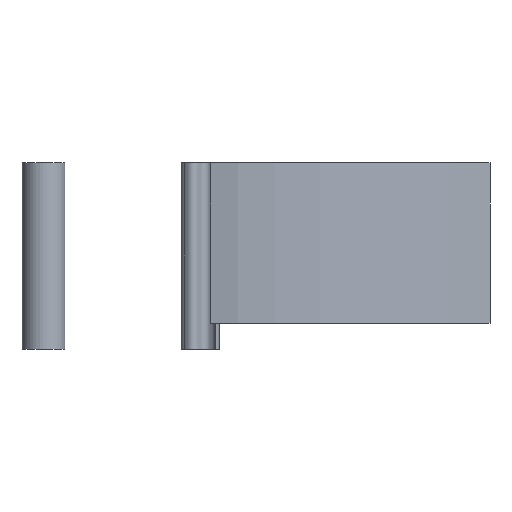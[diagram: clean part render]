
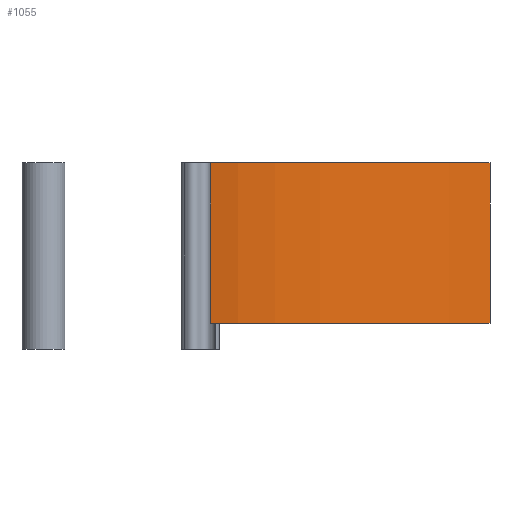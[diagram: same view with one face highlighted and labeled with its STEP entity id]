
A CAD part, front view. The second image highlights one B-rep face of the part: STEP entity #1055.
In plain terms, the highlighted free-form (B-spline) face has degree [3, 1] with [9, 2] control points.
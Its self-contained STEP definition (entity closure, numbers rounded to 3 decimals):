
#7 = CARTESIAN_POINT ( 'NONE',  ( 232.134, -6.308, 700. ) ) ;
#20 = CARTESIAN_POINT ( 'NONE',  ( 181.28, -14.972, 700. ) ) ;
#29 = ORIENTED_EDGE ( 'NONE', *, *, #658, .F. ) ;
#70 = CARTESIAN_POINT ( 'NONE',  ( 33.694, -22.621, 550. ) ) ;
#77 = CARTESIAN_POINT ( 'NONE',  ( 49.4, -25.47, 550. ) ) ;
#99 = B_SPLINE_CURVE_WITH_KNOTS ( 'NONE', 3,
 ( #490, #997, #692, #607, #406, #20, #7, #875, #293 ),
 .UNSPECIFIED., .F., .F.,
 ( 4, 1, 1, 1, 1, 1, 4 ),
 ( 0.126, 0.174, 0.286, 0.486, 0.634, 0.786, 1. ),
 .UNSPECIFIED. ) ;
#105 = VERTEX_POINT ( 'NONE', #807 ) ;
#136 = EDGE_CURVE ( 'NONE', #491, #105, #99, .T. ) ;
#144 = DIRECTION ( 'NONE',  ( 0., 0., -1. ) ) ;
#146 = CARTESIAN_POINT ( 'NONE',  ( 131.769, -22.629, 700. ) ) ;
#250 = CARTESIAN_POINT ( 'NONE',  ( 49.4, -25.47, 700. ) ) ;
#252 = CARTESIAN_POINT ( 'NONE',  ( 29.081, -21.445, 550. ) ) ;
#256 = CARTESIAN_POINT ( 'NONE',  ( 181.28, -14.972, 700. ) ) ;
#265 = CARTESIAN_POINT ( 'NONE',  ( 232.134, -6.308, 550. ) ) ;
#273 = CARTESIAN_POINT ( 'NONE',  ( 49.4, -25.47, 550. ) ) ;
#293 = CARTESIAN_POINT ( 'NONE',  ( 290., 0., 700. ) ) ;
#352 = CARTESIAN_POINT ( 'NONE',  ( 29.081, -21.445, 700. ) ) ;
#406 = CARTESIAN_POINT ( 'NONE',  ( 131.769, -22.629, 700. ) ) ;
#453 = CARTESIAN_POINT ( 'NONE',  ( 33.694, -22.621, 550. ) ) ;
#455 = VECTOR ( 'NONE', #144, 1000. ) ;
#463 = DIRECTION ( 'NONE',  ( 0., 0., -1. ) ) ;
#468 = CARTESIAN_POINT ( 'NONE',  ( 29.081, -21.445, 550. ) ) ;
#478 = VECTOR ( 'NONE', #463, 1000. ) ;
#490 = CARTESIAN_POINT ( 'NONE',  ( 29.081, -21.445, 700. ) ) ;
#491 = VERTEX_POINT ( 'NONE', #689 ) ;
#548 = CARTESIAN_POINT ( 'NONE',  ( 29.081, -21.445, 700. ) ) ;
#554 = CARTESIAN_POINT ( 'NONE',  ( 85.705, -27.038, 550. ) ) ;
#557 = CARTESIAN_POINT ( 'NONE',  ( 290., 0., 700. ) ) ;
#607 = CARTESIAN_POINT ( 'NONE',  ( 85.705, -27.038, 700. ) ) ;
#644 = CARTESIAN_POINT ( 'NONE',  ( 268.464, -0.975, 550. ) ) ;
#658 = EDGE_CURVE ( 'NONE', #105, #1167, #1023, .T. ) ;
#663 = CARTESIAN_POINT ( 'NONE',  ( 131.769, -22.629, 550. ) ) ;
#669 = CARTESIAN_POINT ( 'NONE',  ( 131.769, -22.629, 550. ) ) ;
#678 = EDGE_LOOP ( 'NONE', ( #1194, #887, #29, #824 ) ) ;
#689 = CARTESIAN_POINT ( 'NONE',  ( 29.081, -21.445, 700. ) ) ;
#692 = CARTESIAN_POINT ( 'NONE',  ( 49.4, -25.47, 700. ) ) ;
#713 = FACE_OUTER_BOUND ( 'NONE', #678, .T. ) ;
#739 = CARTESIAN_POINT ( 'NONE',  ( 33.694, -22.621, 700. ) ) ;
#742 = VERTEX_POINT ( 'NONE', #252 ) ;
#746 = CARTESIAN_POINT ( 'NONE',  ( 181.28, -14.972, 550. ) ) ;
#748 = CARTESIAN_POINT ( 'NONE',  ( 232.134, -6.308, 550. ) ) ;
#755 = B_SPLINE_CURVE_WITH_KNOTS ( 'NONE', 3,
 ( #958, #70, #77, #554, #663, #758, #748, #939, #1243 ),
 .UNSPECIFIED., .F., .F.,
 ( 4, 1, 1, 1, 1, 1, 4 ),
 ( 0.126, 0.174, 0.286, 0.486, 0.634, 0.786, 1. ),
 .UNSPECIFIED. ) ;
#758 = CARTESIAN_POINT ( 'NONE',  ( 181.28, -14.972, 550. ) ) ;
#763 = CARTESIAN_POINT ( 'NONE',  ( 290., 0., 550. ) ) ;
#806 = EDGE_CURVE ( 'NONE', #742, #1167, #755, .T. ) ;
#807 = CARTESIAN_POINT ( 'NONE',  ( 290., 0., 700. ) ) ;
#809 = CARTESIAN_POINT ( 'NONE',  ( 290., 0., 700. ) ) ;
#824 = ORIENTED_EDGE ( 'NONE', *, *, #136, .F. ) ;
#829 = CARTESIAN_POINT ( 'NONE',  ( 85.705, -27.038, 550. ) ) ;
#841 = EDGE_CURVE ( 'NONE', #491, #742, #843, .T. ) ;
#843 = LINE ( 'NONE', #352, #478 ) ;
#875 = CARTESIAN_POINT ( 'NONE',  ( 268.464, -0.975, 700. ) ) ;
#887 = ORIENTED_EDGE ( 'NONE', *, *, #806, .T. ) ;
#938 = CARTESIAN_POINT ( 'NONE',  ( 232.134, -6.308, 700. ) ) ;
#939 = CARTESIAN_POINT ( 'NONE',  ( 268.464, -0.975, 550. ) ) ;
#958 = CARTESIAN_POINT ( 'NONE',  ( 29.081, -21.445, 550. ) ) ;
#976 = CARTESIAN_POINT ( 'NONE',  ( 290., 0., 550. ) ) ;
#997 = CARTESIAN_POINT ( 'NONE',  ( 33.694, -22.621, 700. ) ) ;
#1023 = LINE ( 'NONE', #809, #455 ) ;
#1055 = ADVANCED_FACE ( 'NONE', ( #713 ), #1245, .F. ) ;
#1130 = CARTESIAN_POINT ( 'NONE',  ( 85.705, -27.038, 700. ) ) ;
#1141 = CARTESIAN_POINT ( 'NONE',  ( 268.464, -0.975, 700. ) ) ;
#1167 = VERTEX_POINT ( 'NONE', #976 ) ;
#1194 = ORIENTED_EDGE ( 'NONE', *, *, #841, .T. ) ;
#1243 = CARTESIAN_POINT ( 'NONE',  ( 290., 0., 550. ) ) ;
#1245 = B_SPLINE_SURFACE_WITH_KNOTS ( 'NONE', 3, 1, ( 
 ( #548, #468 ),
 ( #739, #453 ),
 ( #250, #273 ),
 ( #1130, #829 ),
 ( #146, #669 ),
 ( #256, #746 ),
 ( #938, #265 ),
 ( #1141, #644 ),
 ( #557, #763 ) ),
 .UNSPECIFIED., .F., .F., .F.,
 ( 4, 1, 1, 1, 1, 1, 4 ),
 ( 2, 2 ),
 ( 0.126, 0.174, 0.286, 0.486, 0.634, 0.786, 1. ),
 ( 0., 1. ),
 .UNSPECIFIED. ) ;
